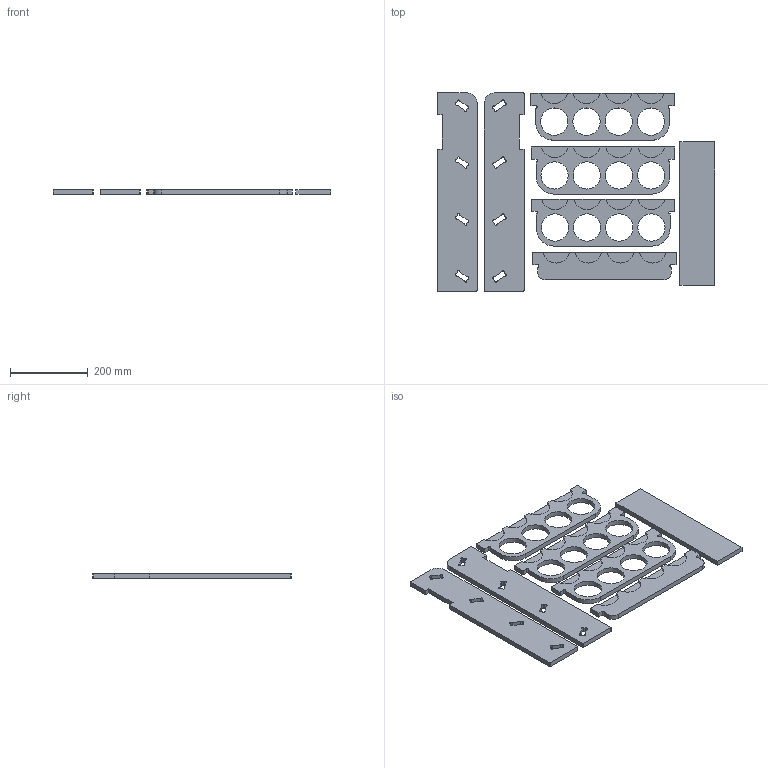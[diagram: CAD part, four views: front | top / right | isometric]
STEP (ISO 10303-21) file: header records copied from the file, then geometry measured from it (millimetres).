
FILE_DESCRIPTION(/* description */ (''),/* implementation_level */ '2;1');
FILE_NAME(/* name */ 'Paint Can Holder v15.step',/* time_stamp */ '2022-04-23T11:14:17-05:00',/* author */ (''),/* organization */ (''),/* preprocessor_version */ 'ST-DEVELOPER v18.1',/* originating_system */ 'Autodesk Translation Framework v10.14.0.1471',/* authorisation */ '');
FILE_SCHEMA (('AUTOMOTIVE_DESIGN { 1 0 10303 214 3 1 1 }'));
Length unit declared in the file: inch
Products named in the file (1): Paint Can Holder
Bounding box: 711.12 x 508 x 12.7 mm (x, y, z)
Volume: 2812057.3 mm3; surface area: 600679.3 mm2
Topology: 7 solids, 7 shells, 198 faces, 552 edges, 368 vertices
Faces by surface type: plane 114, cylinder 84
Full cylindrical faces by diameter (mm): 69.85 x12
Entity records: 6493 total; most frequent: CARTESIAN_POINT 1119, DIRECTION 1118, ORIENTED_EDGE 1104, EDGE_CURVE 552, LINE 384, VECTOR 384, VERTEX_POINT 368, AXIS2_PLACEMENT_3D 367
